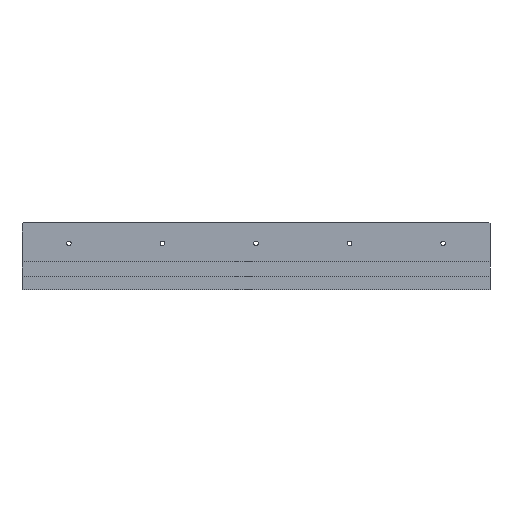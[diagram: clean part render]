
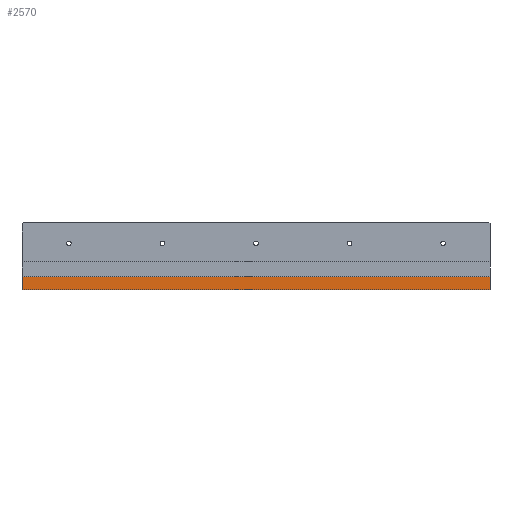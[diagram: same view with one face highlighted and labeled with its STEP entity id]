
A CAD part, left-side view. The second image highlights one B-rep face of the part: STEP entity #2570.
In plain terms, the highlighted planar face has unit normal (-1, 0, 0).
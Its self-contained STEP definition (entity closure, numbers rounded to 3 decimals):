
#2570 = ADVANCED_FACE( '', ( #6318 ), #6319, .F. );
#6318 = FACE_OUTER_BOUND( '', #11295, .T. );
#6319 = PLANE( '', #11296 );
#11295 = EDGE_LOOP( '', ( #18564, #18565, #18566, #18567 ) );
#11296 = AXIS2_PLACEMENT_3D( '', #18568, #18569, #18570 );
#18564 = ORIENTED_EDGE( '', *, *, #33189, .F. );
#18565 = ORIENTED_EDGE( '', *, *, #33190, .F. );
#18566 = ORIENTED_EDGE( '', *, *, #33191, .T. );
#18567 = ORIENTED_EDGE( '', *, *, #33192, .F. );
#18568 = CARTESIAN_POINT( '', ( -36., -250., 36. ) );
#18569 = DIRECTION( '', ( 1., 0., 0. ) );
#18570 = DIRECTION( '', ( 0., 0., -1. ) );
#33189 = EDGE_CURVE( '', #41195, #41196, #41197, .T. );
#33190 = EDGE_CURVE( '', #41198, #41195, #41199, .T. );
#33191 = EDGE_CURVE( '', #41198, #41200, #41201, .T. );
#33192 = EDGE_CURVE( '', #41196, #41200, #41202, .T. );
#41195 = VERTEX_POINT( '', #52568 );
#41196 = VERTEX_POINT( '', #52569 );
#41197 = LINE( '', #52570, #52571 );
#41198 = VERTEX_POINT( '', #52572 );
#41199 = LINE( '', #52573, #52574 );
#41200 = VERTEX_POINT( '', #52575 );
#41201 = LINE( '', #52576, #52577 );
#41202 = LINE( '', #52578, #52579 );
#52568 = CARTESIAN_POINT( '', ( -36., -250., -22. ) );
#52569 = CARTESIAN_POINT( '', ( -36., -250., -36. ) );
#52570 = CARTESIAN_POINT( '', ( -36., -250., 36. ) );
#52571 = VECTOR( '', #63381, 1000. );
#52572 = CARTESIAN_POINT( '', ( -36., 250., -22. ) );
#52573 = CARTESIAN_POINT( '', ( -36., 250., -22. ) );
#52574 = VECTOR( '', #63382, 1000. );
#52575 = CARTESIAN_POINT( '', ( -36., 250., -36. ) );
#52576 = CARTESIAN_POINT( '', ( -36., 250., 36. ) );
#52577 = VECTOR( '', #63383, 1000. );
#52578 = CARTESIAN_POINT( '', ( -36., -250., -36. ) );
#52579 = VECTOR( '', #63384, 1000. );
#63381 = DIRECTION( '', ( 0., 0., -1. ) );
#63382 = DIRECTION( '', ( 0., -1., 0. ) );
#63383 = DIRECTION( '', ( 0., 0., -1. ) );
#63384 = DIRECTION( '', ( 0., 1., 0. ) );
